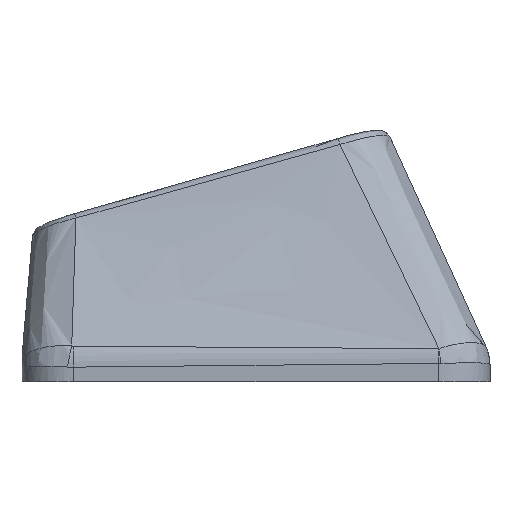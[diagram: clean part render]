
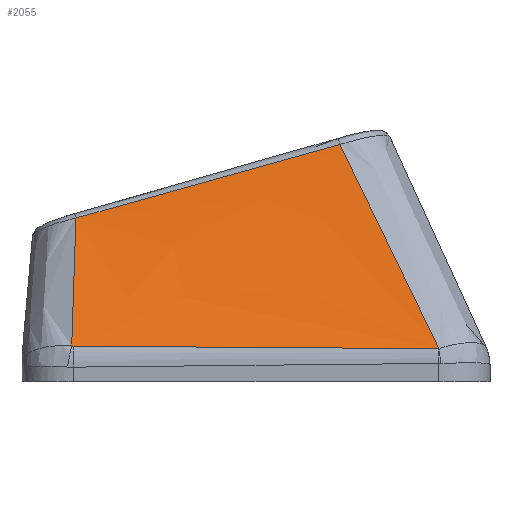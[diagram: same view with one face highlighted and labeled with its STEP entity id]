
A CAD part, left-side view. The second image highlights one B-rep face of the part: STEP entity #2055.
In plain terms, the highlighted free-form (B-spline) face has degree [3, 3] with [4, 4] control points.
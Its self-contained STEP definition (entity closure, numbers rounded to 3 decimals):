
#62=B_SPLINE_SURFACE_WITH_KNOTS('',3,3,((#4854,#4855,#4856,#4857),(#4858,
#4859,#4860,#4861),(#4862,#4863,#4864,#4865),(#4866,#4867,#4868,#4869)),
 .UNSPECIFIED.,.F.,.F.,.F.,(4,4),(4,4),(0.103,0.894),
(0.031,0.968),.UNSPECIFIED.);
#500=FACE_OUTER_BOUND('',#628,.T.);
#628=EDGE_LOOP('',(#1823,#1824,#1825,#1826,#1827,#1828));
#773=B_SPLINE_CURVE_WITH_KNOTS('',3,(#4370,#4371,#4372,#4373),
 .UNSPECIFIED.,.F.,.F.,(4,4),(0.,0.002),
 .UNSPECIFIED.);
#775=B_SPLINE_CURVE_WITH_KNOTS('',3,(#4397,#4398,#4399,#4400),
 .UNSPECIFIED.,.F.,.F.,(4,4),(0.,1.416),.UNSPECIFIED.);
#777=B_SPLINE_CURVE_WITH_KNOTS('',3,(#4424,#4425,#4426,#4427),
 .UNSPECIFIED.,.F.,.F.,(4,4),(0.,0.006),
 .UNSPECIFIED.);
#799=B_SPLINE_CURVE_WITH_KNOTS('',3,(#4845,#4846,#4847,#4848),
 .UNSPECIFIED.,.F.,.F.,(4,4),(-0.618,-0.025),
 .UNSPECIFIED.);
#801=B_SPLINE_CURVE_WITH_KNOTS('',3,(#4871,#4872,#4873,#4874),
 .UNSPECIFIED.,.F.,.F.,(4,4),(0.031,0.97),
 .UNSPECIFIED.);
#802=B_SPLINE_CURVE_WITH_KNOTS('',3,(#4875,#4876,#4877,#4878),
 .UNSPECIFIED.,.F.,.F.,(4,4),(-1.063,0.),.UNSPECIFIED.);
#961=VERTEX_POINT('',#4329);
#965=VERTEX_POINT('',#4363);
#967=VERTEX_POINT('',#4390);
#969=VERTEX_POINT('',#4417);
#996=VERTEX_POINT('',#4844);
#997=VERTEX_POINT('',#4870);
#1239=EDGE_CURVE('',#961,#965,#773,.T.);
#1242=EDGE_CURVE('',#965,#967,#775,.T.);
#1245=EDGE_CURVE('',#967,#969,#777,.T.);
#1286=EDGE_CURVE('',#969,#996,#799,.T.);
#1288=EDGE_CURVE('',#997,#961,#801,.T.);
#1289=EDGE_CURVE('',#996,#997,#802,.T.);
#1823=ORIENTED_EDGE('',*,*,#1245,.F.);
#1824=ORIENTED_EDGE('',*,*,#1242,.F.);
#1825=ORIENTED_EDGE('',*,*,#1239,.F.);
#1826=ORIENTED_EDGE('',*,*,#1288,.F.);
#1827=ORIENTED_EDGE('',*,*,#1289,.F.);
#1828=ORIENTED_EDGE('',*,*,#1286,.F.);
#2055=ADVANCED_FACE('',(#500),#62,.T.);
#4329=CARTESIAN_POINT('',(-18.491,-7.099,0.276));
#4363=CARTESIAN_POINT('',(-18.492,-7.077,0.274));
#4370=CARTESIAN_POINT('Ctrl Pts',(-18.491,-7.099,0.276));
#4371=CARTESIAN_POINT('Ctrl Pts',(-18.492,-7.092,0.275));
#4372=CARTESIAN_POINT('Ctrl Pts',(-18.492,-7.084,0.274));
#4373=CARTESIAN_POINT('Ctrl Pts',(-18.492,-7.077,0.274));
#4390=CARTESIAN_POINT('',(-18.366,7.092,0.371));
#4397=CARTESIAN_POINT('Ctrl Pts',(-18.492,-7.077,0.274));
#4398=CARTESIAN_POINT('Ctrl Pts',(-18.468,-2.355,0.3));
#4399=CARTESIAN_POINT('Ctrl Pts',(-18.436,2.367,0.332));
#4400=CARTESIAN_POINT('Ctrl Pts',(-18.366,7.092,0.371));
#4417=CARTESIAN_POINT('',(-18.361,7.151,0.377));
#4424=CARTESIAN_POINT('Ctrl Pts',(-18.366,7.092,0.371));
#4425=CARTESIAN_POINT('Ctrl Pts',(-18.365,7.112,0.372));
#4426=CARTESIAN_POINT('Ctrl Pts',(-18.364,7.132,0.374));
#4427=CARTESIAN_POINT('Ctrl Pts',(-18.361,7.151,0.377));
#4844=CARTESIAN_POINT('',(-15.184,6.988,5.341));
#4845=CARTESIAN_POINT('Ctrl Pts',(-18.361,7.151,0.377));
#4846=CARTESIAN_POINT('Ctrl Pts',(-17.294,7.079,2.028));
#4847=CARTESIAN_POINT('Ctrl Pts',(-16.235,7.021,3.683));
#4848=CARTESIAN_POINT('Ctrl Pts',(-15.184,6.988,5.341));
#4854=CARTESIAN_POINT('Ctrl Pts',(-15.16,-3.683,8.312));
#4855=CARTESIAN_POINT('Ctrl Pts',(-16.271,-4.822,5.633));
#4856=CARTESIAN_POINT('Ctrl Pts',(-17.381,-5.961,2.954));
#4857=CARTESIAN_POINT('Ctrl Pts',(-18.492,-7.099,0.275));
#4858=CARTESIAN_POINT('Ctrl Pts',(-15.16,-0.059,
7.316));
#4859=CARTESIAN_POINT('Ctrl Pts',(-16.271,-0.823,
4.958));
#4860=CARTESIAN_POINT('Ctrl Pts',(-17.381,-1.586,2.6));
#4861=CARTESIAN_POINT('Ctrl Pts',(-18.492,-2.35,0.242));
#4862=CARTESIAN_POINT('Ctrl Pts',(-15.16,3.564,6.319));
#4863=CARTESIAN_POINT('Ctrl Pts',(-16.271,3.176,4.283));
#4864=CARTESIAN_POINT('Ctrl Pts',(-17.381,2.788,2.246));
#4865=CARTESIAN_POINT('Ctrl Pts',(-18.492,2.4,0.209));
#4866=CARTESIAN_POINT('Ctrl Pts',(-15.16,7.188,5.323));
#4867=CARTESIAN_POINT('Ctrl Pts',(-16.271,7.175,3.607));
#4868=CARTESIAN_POINT('Ctrl Pts',(-17.381,7.162,1.892));
#4869=CARTESIAN_POINT('Ctrl Pts',(-18.492,7.15,0.176));
#4870=CARTESIAN_POINT('',(-15.16,-3.255,8.194));
#4871=CARTESIAN_POINT('Ctrl Pts',(-15.16,-3.255,8.194));
#4872=CARTESIAN_POINT('Ctrl Pts',(-16.287,-4.548,5.564));
#4873=CARTESIAN_POINT('Ctrl Pts',(-17.394,-5.827,2.923));
#4874=CARTESIAN_POINT('Ctrl Pts',(-18.491,-7.099,0.276));
#4875=CARTESIAN_POINT('Ctrl Pts',(-15.184,6.988,5.341));
#4876=CARTESIAN_POINT('Ctrl Pts',(-15.178,3.571,6.282));
#4877=CARTESIAN_POINT('Ctrl Pts',(-15.168,0.158,7.235));
#4878=CARTESIAN_POINT('Ctrl Pts',(-15.16,-3.255,8.194));
